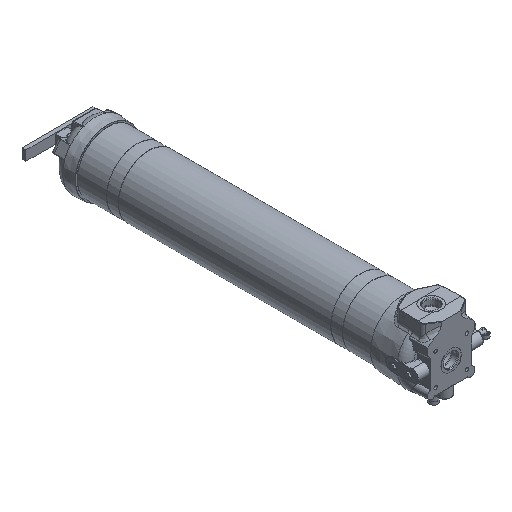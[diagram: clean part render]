
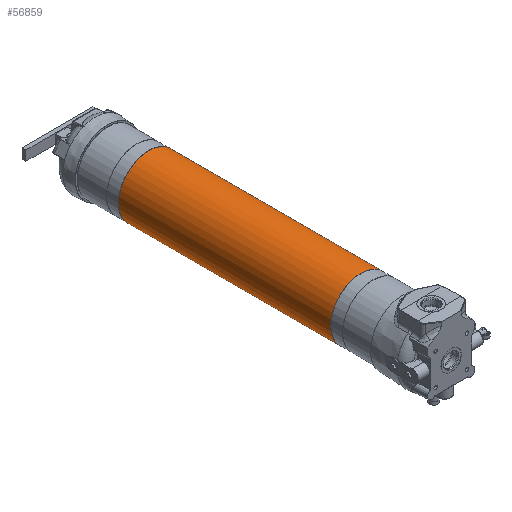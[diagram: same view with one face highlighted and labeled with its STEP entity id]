
A CAD part, isometric view. The second image highlights one B-rep face of the part: STEP entity #56859.
In plain terms, the highlighted cylindrical face has radius 98.425 mm (diameter 196.85 mm), a full revolution.
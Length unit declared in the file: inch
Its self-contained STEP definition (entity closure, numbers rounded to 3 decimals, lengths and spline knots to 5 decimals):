
#1741 = DIRECTION ( 'NONE',  ( 0., 0., 1. ) ) ;
#4278 = DIRECTION ( 'NONE',  ( 0., 0., -1. ) ) ;
#10006 = DIRECTION ( 'NONE',  ( 0., 0., -1. ) ) ;
#21954 = CARTESIAN_POINT ( 'NONE',  ( 0., 5.23, -3.875 ) ) ;
#22252 = CARTESIAN_POINT ( 'NONE',  ( 0., 32.23, 3.875 ) ) ;
#37806 = VERTEX_POINT ( 'NONE', #21954 ) ;
#42302 = AXIS2_PLACEMENT_3D ( 'NONE', #88288, #46089, #4278 ) ;
#43560 = DIRECTION ( 'NONE',  ( 0., 1., 0. ) ) ;
#43703 = EDGE_CURVE ( 'NONE', #37806, #37806, #65346, .T. ) ;
#46089 = DIRECTION ( 'NONE',  ( 0., -1., 0. ) ) ;
#48494 = EDGE_CURVE ( 'NONE', #69785, #69785, #56715, .T. ) ;
#55147 = EDGE_LOOP ( 'NONE', ( #79221 ) ) ;
#55810 = AXIS2_PLACEMENT_3D ( 'NONE', #58020, #73150, #10006 ) ;
#56715 = CIRCLE ( 'NONE', #74521, 3.875 ) ;
#56859 = ADVANCED_FACE ( 'NONE', ( #68909, #67907 ), #67092, .T. ) ;
#58020 = CARTESIAN_POINT ( 'NONE',  ( 0., 39.23, 0. ) ) ;
#62773 = EDGE_LOOP ( 'NONE', ( #77738 ) ) ;
#65346 = CIRCLE ( 'NONE', #42302, 3.875 ) ;
#67092 = CYLINDRICAL_SURFACE ( 'NONE', #55810, 3.875 ) ;
#67907 = FACE_OUTER_BOUND ( 'NONE', #55147, .T. ) ;
#68909 = FACE_OUTER_BOUND ( 'NONE', #62773, .T. ) ;
#69785 = VERTEX_POINT ( 'NONE', #22252 ) ;
#73150 = DIRECTION ( 'NONE',  ( 0., -1., 0. ) ) ;
#74521 = AXIS2_PLACEMENT_3D ( 'NONE', #85813, #43560, #1741 ) ;
#77738 = ORIENTED_EDGE ( 'NONE', *, *, #43703, .F. ) ;
#79221 = ORIENTED_EDGE ( 'NONE', *, *, #48494, .F. ) ;
#85813 = CARTESIAN_POINT ( 'NONE',  ( 0., 32.23, 0. ) ) ;
#88288 = CARTESIAN_POINT ( 'NONE',  ( 0., 5.23, 0. ) ) ;
